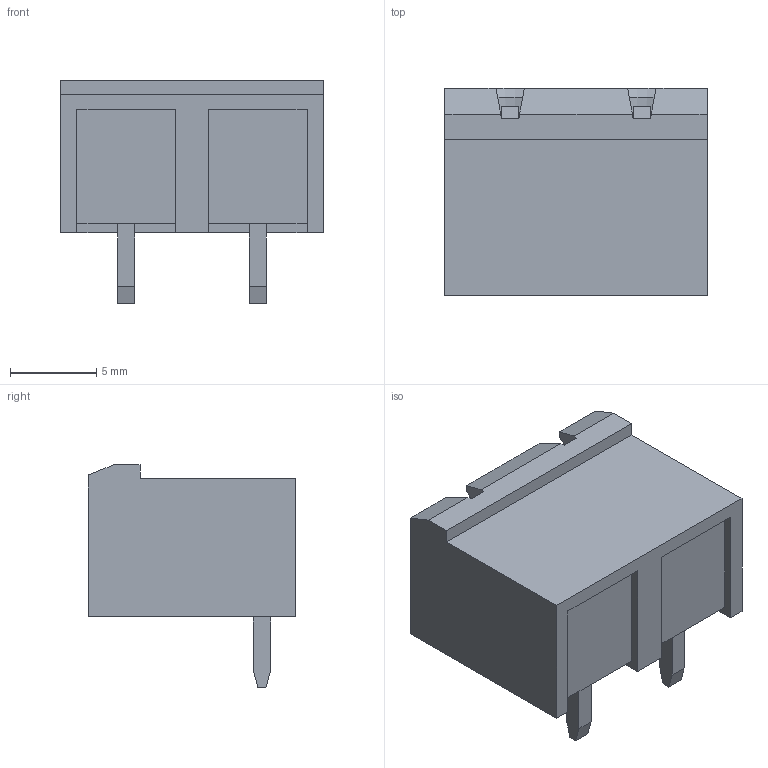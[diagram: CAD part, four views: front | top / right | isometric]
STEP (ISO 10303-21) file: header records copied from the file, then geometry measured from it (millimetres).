
FILE_DESCRIPTION (( 'STEP AP203' ), '1' );
FILE_NAME ('SOKETLI BASKILI DEVRE KLEMENSI - 7,62 MM ERKEK 90 - 2 LI.STEP', '2018-09-24T08:42:05', ( 'user' ), ( '' ), 'SwSTEP 2.0', 'SolidWorks 2016', '' );
FILE_SCHEMA (( 'CONFIG_CONTROL_DESIGN' ));
Length unit declared in the file: millimetre
Products named in the file (1): SOKETLI BASKILI DEVRE KLEMENSI  - 7,62 MM ERKEK 90 - 2 LI
Bounding box: 15.18 x 12 x 12.9 mm (x, y, z)
Volume: 675.9 mm3; surface area: 1583.7 mm2
Topology: 1 solids, 1 shells, 149 faces, 413 edges, 274 vertices
Faces by surface type: plane 129, cylinder 18, cone 2
Entity records: 4778 total; most frequent: CARTESIAN_POINT 849, ORIENTED_EDGE 826, DIRECTION 751, EDGE_CURVE 413, VECTOR 367, LINE 367, VERTEX_POINT 274, AXIS2_PLACEMENT_3D 192
